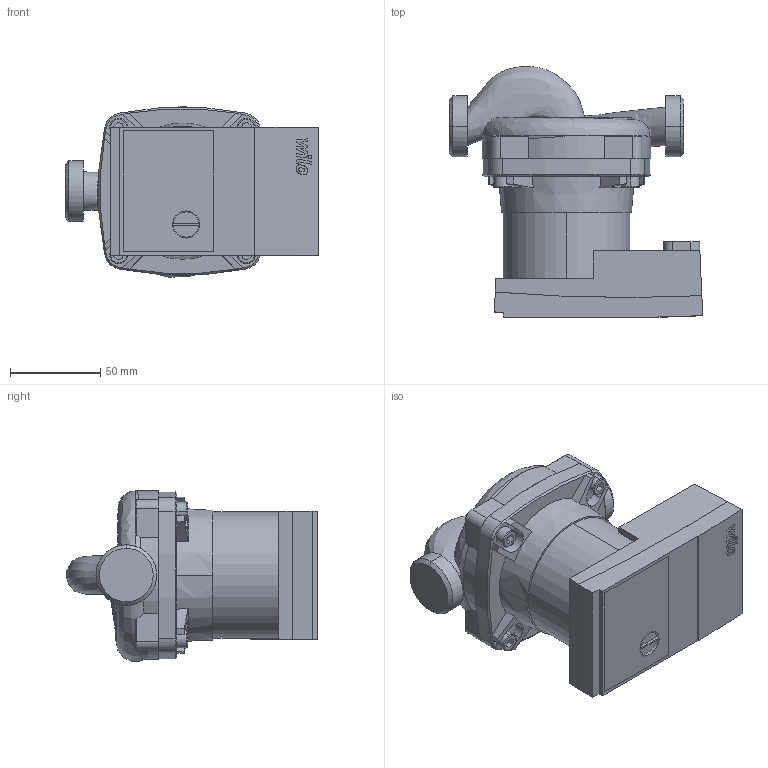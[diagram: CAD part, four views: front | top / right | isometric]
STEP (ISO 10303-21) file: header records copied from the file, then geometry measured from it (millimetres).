
FILE_DESCRIPTION((''),'2;1');
FILE_NAME('3d_Yonos-PICO-STG-15_1-7.5-130-4527505.stp','2016-04-29T07:44:43',(''),(''),'Mechanical Desktop 2009','Mechanical Desktop 2009',', , ');
FILE_SCHEMA(('CONFIG_CONTROL_DESIGN'));
Length unit declared in the file: millimetre
Products named in the file (1): Product
Bounding box: 140.5 x 139.17 x 94.48 mm (x, y, z)
Volume: 745179 mm3; surface area: 116712.1 mm2
Topology: 10 solids, 10 shells, 283 faces, 758 edges, 510 vertices
Faces by surface type: plane 128, bspline 62, cylinder 62, cone 23, torus 8
Entity records: 13848 total; most frequent: CARTESIAN_POINT 6945, ORIENTED_EDGE 1516, DIRECTION 1248, EDGE_CURVE 758, VERTEX_POINT 510, VECTOR 452, LINE 452, AXIS2_PLACEMENT_3D 398
